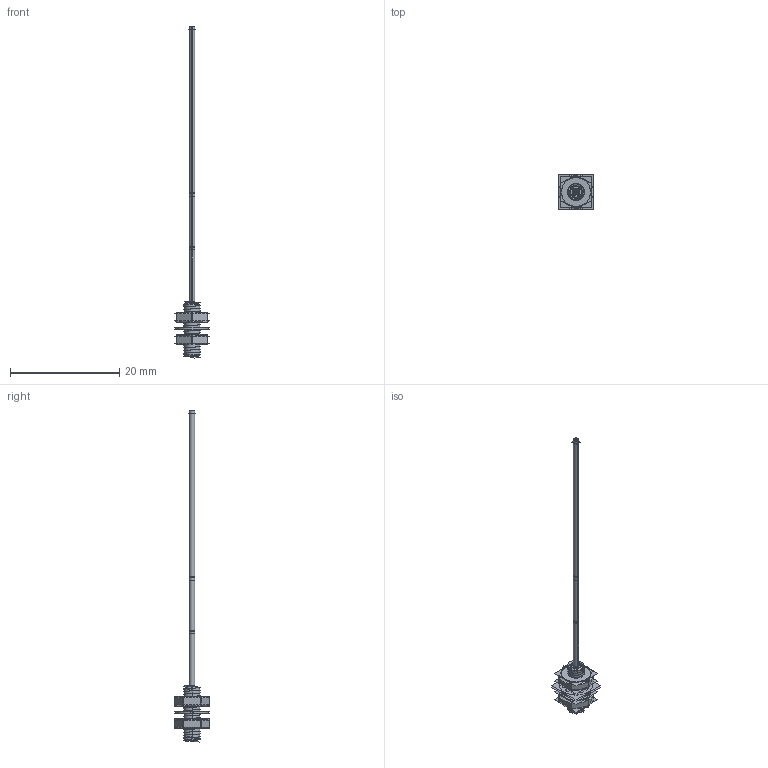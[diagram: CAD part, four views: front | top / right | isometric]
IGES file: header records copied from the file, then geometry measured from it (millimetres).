
Start section:  PTC IGES file: 166382.igs
Global section: file name: 166382.igs; native system: Creo Parametric by Parametric Technology Corporation; preprocessor: 2013230; author: pdmadmin; organization: Unknown; date: 20160105.124502; units: millimetre
Bounding box: 6.36 x 6.41 x 60.73 mm (x, y, z)
Volume: 154 mm3; surface area: 5747.5 mm2
Topology: 5 solids, 9 shells, 450 faces, 2486 edges, 3269 vertices
Faces by surface type: revolution 322, bspline 128
